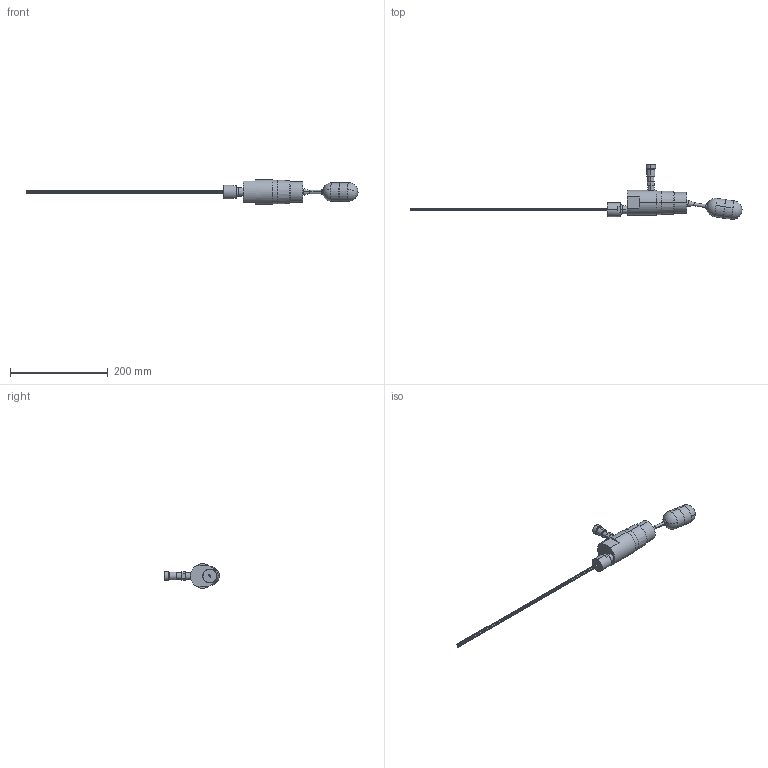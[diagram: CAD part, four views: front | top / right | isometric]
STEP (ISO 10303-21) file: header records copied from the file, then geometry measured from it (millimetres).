
FILE_DESCRIPTION (( 'STEP AP203' ), '1' );
FILE_NAME ('1.5 INCH ELECTRONIC SWITCH (CEB2).STEP', '2018-05-10T19:35:26', ( '' ), ( '' ), 'SwSTEP 2.0', 'SolidWorks 2018', '' );
FILE_SCHEMA (( 'CONFIG_CONTROL_DESIGN' ));
Length unit declared in the file: inch
Products named in the file (1): 1.5 INCH ELECTRONIC SWITCH (CEB2)
Bounding box: 680.63 x 112.26 x 50.8 mm (x, y, z)
Volume: 324536 mm3; surface area: 45158.3 mm2
Topology: 1 solids, 1 shells, 102 faces, 224 edges, 135 vertices
Faces by surface type: cylinder 34, plane 32, cone 24, torus 8, sphere 4
Entity records: 2949 total; most frequent: CARTESIAN_POINT 572, DIRECTION 532, ORIENTED_EDGE 440, AXIS2_PLACEMENT_3D 221, EDGE_CURVE 220, VERTEX_POINT 135, CIRCLE 118, EDGE_LOOP 117
